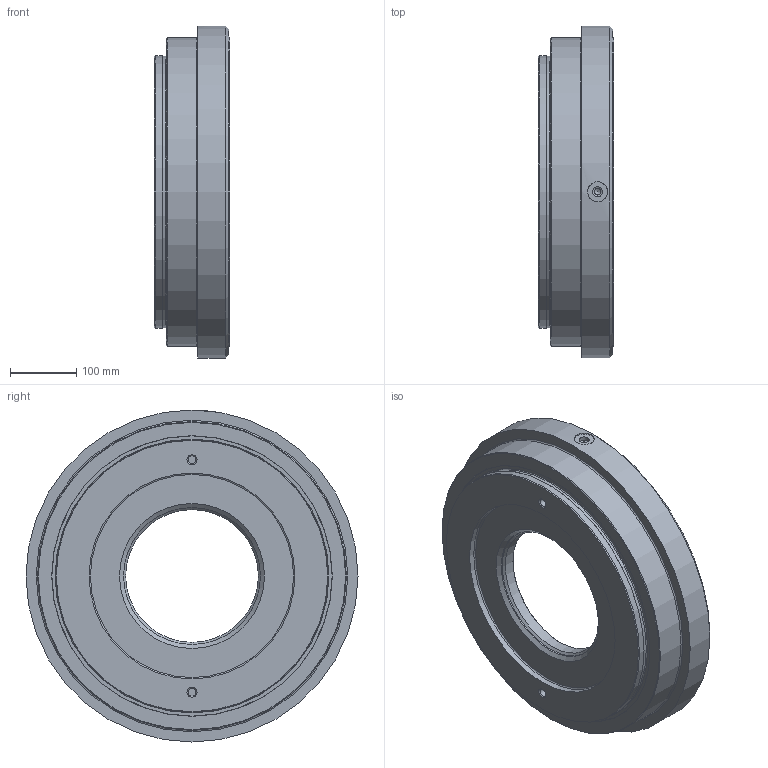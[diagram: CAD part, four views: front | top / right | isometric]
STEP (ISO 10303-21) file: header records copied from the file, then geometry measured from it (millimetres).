
FILE_DESCRIPTION(('STEP AP242'), '1');
FILE_NAME('16. 扻豵鵨 鼫艖鳷', '', ('UNSPECIFIED'), ('UNSPECIFIED'), 'C3D Converter', 'C3D Toolkit', '');
FILE_SCHEMA(('AP242_MANAGED_MODEL_BASED_3D_ENGINEERING_MIM_LF { 1 0 10303 442 1 1 4 }'));
Length unit declared in the file: millimetre
Bounding box: 113 x 500 x 500 mm (x, y, z)
Volume: 8385464.8 mm3; surface area: 591753.9 mm2
Topology: 1 solids, 1 shells, 46 faces, 82 edges, 48 vertices
Faces by surface type: cylinder 15, plane 13, cone 12, torus 6
Full cylindrical faces by diameter (mm): 10 x1, 12 x2, 15 x1, 30 x1, 200 x1, 206.5 x1, 310 x1, 330 x1, 409.4 x1, 410 x2, 411 x1, 465 x1, 500 x1
Entity records: 1468 total; most frequent: CARTESIAN_POINT 269, DIRECTION 184, ORIENTED_EDGE 94, AXIS2_PLACEMENT_3D 92, EDGE_LOOP 92, FACE_OUTER_BOUND 64, COLOUR_RGB 47, FILL_AREA_STYLE_COLOUR 47
